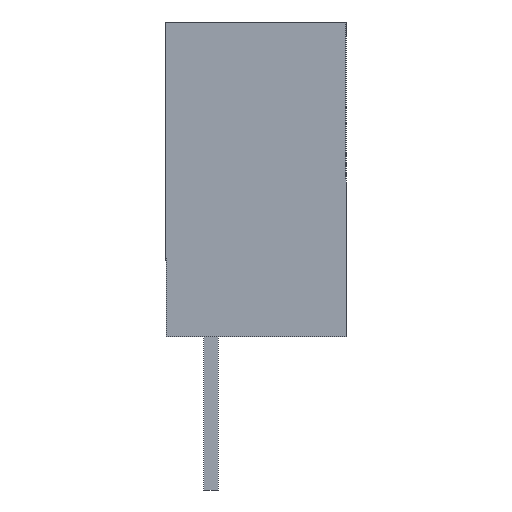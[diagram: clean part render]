
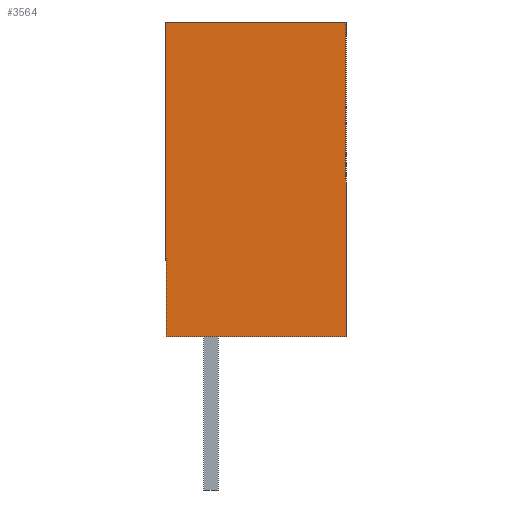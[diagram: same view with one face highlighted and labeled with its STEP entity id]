
A CAD part, left-side view. The second image highlights one B-rep face of the part: STEP entity #3564.
In plain terms, the highlighted planar face has unit normal (-1, 0, 0).
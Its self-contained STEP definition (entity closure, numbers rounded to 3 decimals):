
#622 = VERTEX_POINT('',#623);
#623 = CARTESIAN_POINT('',(-19.304,8.89,2.54));
#629 = EDGE_CURVE('',#622,#630,#632,.T.);
#630 = VERTEX_POINT('',#631);
#631 = CARTESIAN_POINT('',(-19.304,0.,2.54));
#632 = LINE('',#633,#634);
#633 = CARTESIAN_POINT('',(-19.304,8.89,2.54));
#634 = VECTOR('',#635,1.);
#635 = DIRECTION('',(0.,-1.,0.));
#670 = VERTEX_POINT('',#671);
#671 = CARTESIAN_POINT('',(-19.304,0.,-2.54));
#677 = EDGE_CURVE('',#678,#670,#680,.T.);
#678 = VERTEX_POINT('',#679);
#679 = CARTESIAN_POINT('',(-19.304,8.89,-2.54));
#680 = LINE('',#681,#682);
#681 = CARTESIAN_POINT('',(-19.304,8.89,-2.54));
#682 = VECTOR('',#683,1.);
#683 = DIRECTION('',(0.,-1.,0.));
#794 = EDGE_CURVE('',#670,#630,#795,.T.);
#795 = LINE('',#796,#797);
#796 = CARTESIAN_POINT('',(-19.304,0.,-2.54));
#797 = VECTOR('',#798,1.);
#798 = DIRECTION('',(0.,0.,1.));
#3020 = EDGE_CURVE('',#678,#622,#3021,.T.);
#3021 = LINE('',#3022,#3023);
#3022 = CARTESIAN_POINT('',(-19.304,8.89,-2.54));
#3023 = VECTOR('',#3024,1.);
#3024 = DIRECTION('',(0.,0.,1.));
#3564 = ADVANCED_FACE('',(#3565),#3571,.F.);
#3565 = FACE_BOUND('',#3566,.T.);
#3566 = EDGE_LOOP('',(#3567,#3568,#3569,#3570));
#3567 = ORIENTED_EDGE('',*,*,#794,.T.);
#3568 = ORIENTED_EDGE('',*,*,#629,.F.);
#3569 = ORIENTED_EDGE('',*,*,#3020,.F.);
#3570 = ORIENTED_EDGE('',*,*,#677,.T.);
#3571 = PLANE('',#3572);
#3572 = AXIS2_PLACEMENT_3D('',#3573,#3574,#3575);
#3573 = CARTESIAN_POINT('',(-19.304,8.89,-2.54));
#3574 = DIRECTION('',(1.,0.,0.));
#3575 = DIRECTION('',(0.,0.,-1.));
